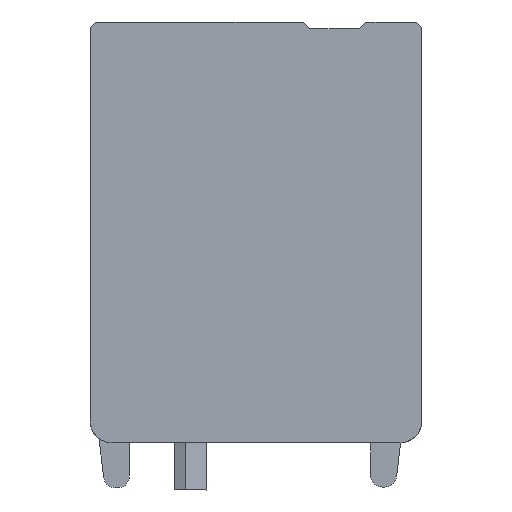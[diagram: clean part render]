
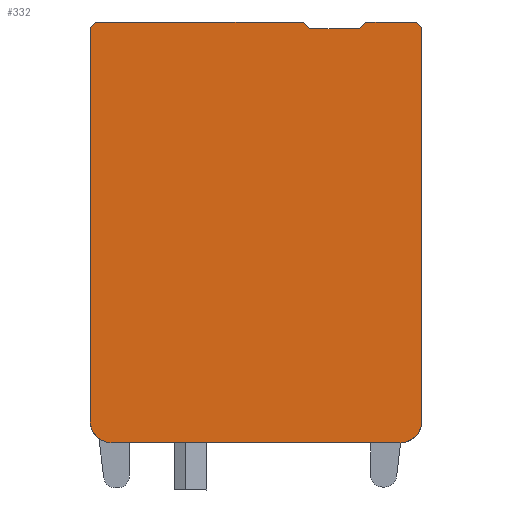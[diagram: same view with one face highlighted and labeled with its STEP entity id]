
A CAD part, left-side view. The second image highlights one B-rep face of the part: STEP entity #332.
In plain terms, the highlighted planar face has unit normal (-1, 0, 0).
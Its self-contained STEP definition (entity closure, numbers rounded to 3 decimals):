
#235=AXIS2_PLACEMENT_3D('Plane Axis2P3D',#232,#233,#234) ;
#43=CARTESIAN_POINT('Vertex',(0.,15.2,62.55)) ;
#57=CARTESIAN_POINT('Vertex',(0.,16.1,63.45)) ;
#60=CARTESIAN_POINT('Line Origine',(0.,15.65,63.)) ;
#205=CARTESIAN_POINT('Line Origine',(0.,44.625,63.075)) ;
#209=CARTESIAN_POINT('Vertex',(0.,45.,62.7)) ;
#211=CARTESIAN_POINT('Vertex',(0.,44.25,63.45)) ;
#232=CARTESIAN_POINT('Axis2P3D Location',(0.,44.,6.4)) ;
#238=CARTESIAN_POINT('Control Point',(0.,45.,62.7)) ;
#239=CARTESIAN_POINT('Control Point',(0.,45.,52.04)) ;
#240=CARTESIAN_POINT('Control Point',(0.,45.,41.38)) ;
#241=CARTESIAN_POINT('Control Point',(0.,45.,30.72)) ;
#242=CARTESIAN_POINT('Control Point',(0.,45.,20.06)) ;
#243=CARTESIAN_POINT('Control Point',(0.,45.,9.4)) ;
#244=CARTESIAN_POINT('Vertex',(0.,45.,9.4)) ;
#248=CARTESIAN_POINT('Control Point',(0.,45.,9.4)) ;
#249=CARTESIAN_POINT('Control Point',(0.,45.,8.458)) ;
#250=CARTESIAN_POINT('Control Point',(0.,44.631,7.514)) ;
#251=CARTESIAN_POINT('Control Point',(0.,43.886,6.769)) ;
#252=CARTESIAN_POINT('Control Point',(0.,42.942,6.4)) ;
#253=CARTESIAN_POINT('Control Point',(0.,42.,6.4)) ;
#254=CARTESIAN_POINT('Vertex',(0.,42.,6.4)) ;
#258=CARTESIAN_POINT('Control Point',(0.,42.,6.4)) ;
#259=CARTESIAN_POINT('Control Point',(0.,34.2,6.4)) ;
#260=CARTESIAN_POINT('Control Point',(0.,26.4,6.4)) ;
#261=CARTESIAN_POINT('Control Point',(0.,18.6,6.4)) ;
#262=CARTESIAN_POINT('Control Point',(0.,10.8,6.4)) ;
#263=CARTESIAN_POINT('Control Point',(0.,3.,6.4)) ;
#264=CARTESIAN_POINT('Vertex',(0.,3.,6.4)) ;
#268=CARTESIAN_POINT('Control Point',(0.,3.,6.4)) ;
#269=CARTESIAN_POINT('Control Point',(0.,2.058,6.4)) ;
#270=CARTESIAN_POINT('Control Point',(0.,1.114,6.769)) ;
#271=CARTESIAN_POINT('Control Point',(0.,0.369,7.514)) ;
#272=CARTESIAN_POINT('Control Point',(0.,0.,8.458)) ;
#273=CARTESIAN_POINT('Control Point',(0.,0.,9.4)) ;
#274=CARTESIAN_POINT('Vertex',(0.,0.,9.4)) ;
#278=CARTESIAN_POINT('Control Point',(0.,0.,9.4)) ;
#279=CARTESIAN_POINT('Control Point',(0.,0.,20.06)) ;
#280=CARTESIAN_POINT('Control Point',(0.,0.,30.72)) ;
#281=CARTESIAN_POINT('Control Point',(0.,0.,41.38)) ;
#282=CARTESIAN_POINT('Control Point',(0.,0.,52.04)) ;
#283=CARTESIAN_POINT('Control Point',(0.,0.,62.7)) ;
#284=CARTESIAN_POINT('Vertex',(0.,0.,62.7)) ;
#287=CARTESIAN_POINT('Line Origine',(0.,0.375,63.075)) ;
#291=CARTESIAN_POINT('Vertex',(0.,0.75,63.45)) ;
#294=CARTESIAN_POINT('Line Origine',(0.,4.175,63.45)) ;
#298=CARTESIAN_POINT('Vertex',(0.,7.6,63.45)) ;
#301=CARTESIAN_POINT('Line Origine',(0.,8.05,63.)) ;
#305=CARTESIAN_POINT('Vertex',(0.,8.5,62.55)) ;
#308=CARTESIAN_POINT('Line Origine',(0.,11.85,62.55)) ;
#313=CARTESIAN_POINT('Line Origine',(0.,30.175,63.45)) ;
#61=DIRECTION('Vector Direction',(0.,0.707,0.707)) ;
#206=DIRECTION('Vector Direction',(0.,-0.707,0.707)) ;
#233=DIRECTION('Axis2P3D Direction',(-1.,0.,0.)) ;
#234=DIRECTION('Axis2P3D XDirection',(0.,1.,0.)) ;
#288=DIRECTION('Vector Direction',(0.,-0.707,-0.707)) ;
#295=DIRECTION('Vector Direction',(0.,1.,0.)) ;
#302=DIRECTION('Vector Direction',(0.,0.707,-0.707)) ;
#309=DIRECTION('Vector Direction',(0.,1.,0.)) ;
#314=DIRECTION('Vector Direction',(0.,1.,0.)) ;
#62=VECTOR('Line Direction',#61,1.) ;
#207=VECTOR('Line Direction',#206,1.) ;
#289=VECTOR('Line Direction',#288,1.) ;
#296=VECTOR('Line Direction',#295,1.) ;
#303=VECTOR('Line Direction',#302,1.) ;
#310=VECTOR('Line Direction',#309,1.) ;
#315=VECTOR('Line Direction',#314,1.) ;
#319=ORIENTED_EDGE('',*,*,#246,.T.) ;
#320=ORIENTED_EDGE('',*,*,#256,.T.) ;
#321=ORIENTED_EDGE('',*,*,#266,.T.) ;
#322=ORIENTED_EDGE('',*,*,#276,.T.) ;
#323=ORIENTED_EDGE('',*,*,#286,.T.) ;
#324=ORIENTED_EDGE('',*,*,#293,.F.) ;
#325=ORIENTED_EDGE('',*,*,#300,.T.) ;
#326=ORIENTED_EDGE('',*,*,#307,.T.) ;
#327=ORIENTED_EDGE('',*,*,#312,.T.) ;
#328=ORIENTED_EDGE('',*,*,#64,.T.) ;
#329=ORIENTED_EDGE('',*,*,#317,.T.) ;
#330=ORIENTED_EDGE('',*,*,#213,.F.) ;
#332=ADVANCED_FACE('ABLEITER',(#331),#236,.T.) ;
#237=B_SPLINE_CURVE_WITH_KNOTS('',5,(#238,#239,#240,#241,#242,#243),.UNSPECIFIED.,.F.,.U.,(6,6),(0.65,53.95),.UNSPECIFIED.) ;
#247=B_SPLINE_CURVE_WITH_KNOTS('',5,(#248,#249,#250,#251,#252,#253),.UNSPECIFIED.,.F.,.U.,(6,6),(0.,4.965),.UNSPECIFIED.) ;
#257=B_SPLINE_CURVE_WITH_KNOTS('',5,(#258,#259,#260,#261,#262,#263),.UNSPECIFIED.,.F.,.U.,(6,6),(0.,39.),.UNSPECIFIED.) ;
#267=B_SPLINE_CURVE_WITH_KNOTS('',5,(#268,#269,#270,#271,#272,#273),.UNSPECIFIED.,.F.,.U.,(6,6),(0.,4.965),.UNSPECIFIED.) ;
#277=B_SPLINE_CURVE_WITH_KNOTS('',5,(#278,#279,#280,#281,#282,#283),.UNSPECIFIED.,.F.,.U.,(6,6),(0.,53.3),.UNSPECIFIED.) ;
#64=EDGE_CURVE('',#44,#58,#63,.T.) ;
#213=EDGE_CURVE('',#210,#212,#208,.T.) ;
#246=EDGE_CURVE('',#210,#245,#237,.T.) ;
#256=EDGE_CURVE('',#245,#255,#247,.T.) ;
#266=EDGE_CURVE('',#255,#265,#257,.T.) ;
#276=EDGE_CURVE('',#265,#275,#267,.T.) ;
#286=EDGE_CURVE('',#275,#285,#277,.T.) ;
#293=EDGE_CURVE('',#292,#285,#290,.T.) ;
#300=EDGE_CURVE('',#292,#299,#297,.T.) ;
#307=EDGE_CURVE('',#299,#306,#304,.T.) ;
#312=EDGE_CURVE('',#306,#44,#311,.T.) ;
#317=EDGE_CURVE('',#58,#212,#316,.T.) ;
#318=EDGE_LOOP('',(#319,#320,#321,#322,#323,#324,#325,#326,#327,#328,#329,#330)) ;
#331=FACE_OUTER_BOUND('',#318,.T.) ;
#63=LINE('Line',#60,#62) ;
#208=LINE('Line',#205,#207) ;
#290=LINE('Line',#287,#289) ;
#297=LINE('Line',#294,#296) ;
#304=LINE('Line',#301,#303) ;
#311=LINE('Line',#308,#310) ;
#316=LINE('Line',#313,#315) ;
#236=PLANE('',#235) ;
#44=VERTEX_POINT('',#43) ;
#58=VERTEX_POINT('',#57) ;
#210=VERTEX_POINT('',#209) ;
#212=VERTEX_POINT('',#211) ;
#245=VERTEX_POINT('',#244) ;
#255=VERTEX_POINT('',#254) ;
#265=VERTEX_POINT('',#264) ;
#275=VERTEX_POINT('',#274) ;
#285=VERTEX_POINT('',#284) ;
#292=VERTEX_POINT('',#291) ;
#299=VERTEX_POINT('',#298) ;
#306=VERTEX_POINT('',#305) ;
